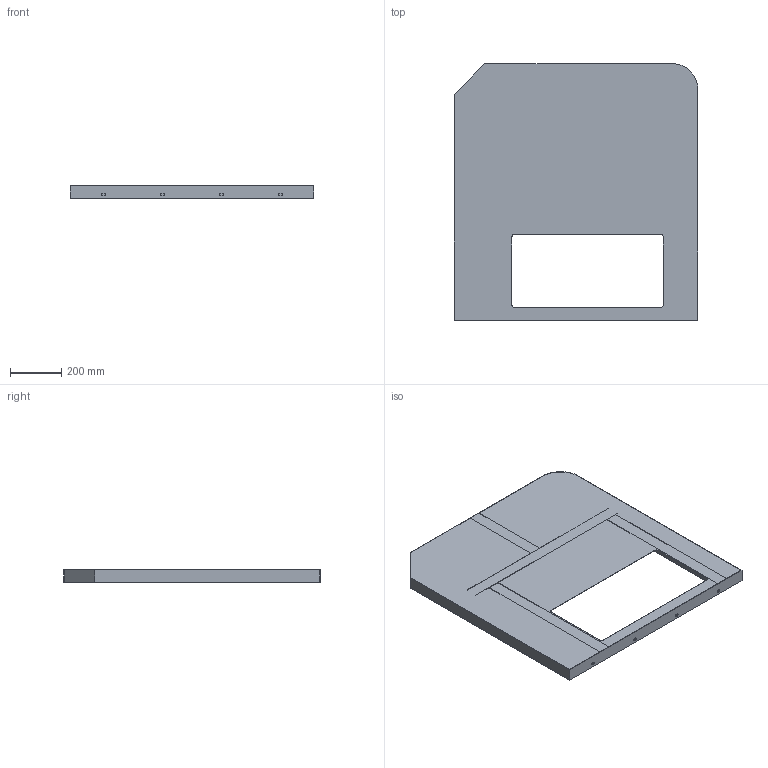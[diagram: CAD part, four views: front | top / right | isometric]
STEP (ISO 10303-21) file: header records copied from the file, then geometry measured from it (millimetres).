
FILE_DESCRIPTION (( 'STEP AP203' ), '1' );
FILE_NAME ('耜啣.STEP', '2024-01-11T11:44:39', ( 'Windows 蚚誧' ), ( 'Microsoft' ), 'SwSTEP 2.0', 'SolidWorks 2020', '' );
FILE_SCHEMA (( 'CONFIG_CONTROL_DESIGN' ));
Length unit declared in the file: millimetre
Products named in the file (1): 耜啣
Bounding box: 950 x 1000 x 50 mm (x, y, z)
Volume: 2063414.2 mm3; surface area: 2582105.6 mm2
Topology: 3 solids, 4 shells, 140 faces, 396 edges, 264 vertices
Faces by surface type: plane 79, cylinder 61
Entity records: 4745 total; most frequent: CARTESIAN_POINT 801, DIRECTION 800, ORIENTED_EDGE 792, EDGE_CURVE 396, LINE 274, VECTOR 274, VERTEX_POINT 264, AXIS2_PLACEMENT_3D 263
